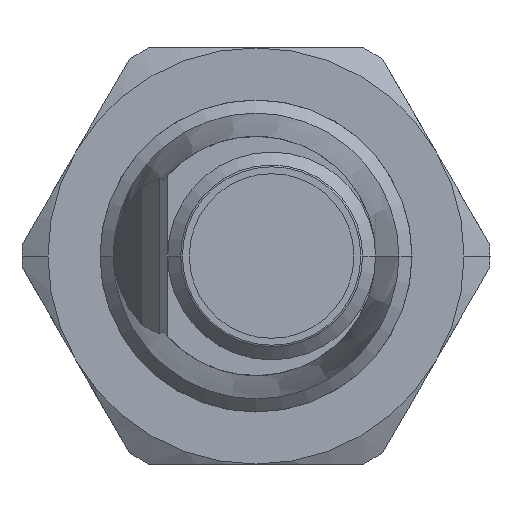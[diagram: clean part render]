
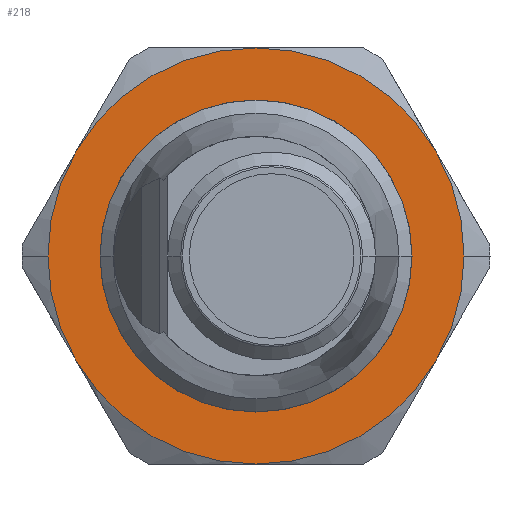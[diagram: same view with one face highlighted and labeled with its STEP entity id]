
A CAD part, left-side view. The second image highlights one B-rep face of the part: STEP entity #218.
In plain terms, the highlighted planar face has unit normal (-1, 0, 0).
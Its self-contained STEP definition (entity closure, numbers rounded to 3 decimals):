
#218=ADVANCED_FACE('',(#547,#548),#549,.F.);
#547=FACE_OUTER_BOUND('',#877,.T.);
#548=FACE_BOUND('',#878,.T.);
#549=PLANE('',#879);
#877=EDGE_LOOP('',(#2058,#2059,#2060,#2061,#2062,#2063,#2064,#2065));
#878=EDGE_LOOP('',(#2066,#2067));
#879=AXIS2_PLACEMENT_3D('',#2068,#2069,#2070);
#2058=ORIENTED_EDGE('',*,*,#2405,.F.);
#2059=ORIENTED_EDGE('',*,*,#2402,.F.);
#2060=ORIENTED_EDGE('',*,*,#2399,.F.);
#2061=ORIENTED_EDGE('',*,*,#2358,.F.);
#2062=ORIENTED_EDGE('',*,*,#2397,.F.);
#2063=ORIENTED_EDGE('',*,*,#2413,.F.);
#2064=ORIENTED_EDGE('',*,*,#2352,.F.);
#2065=ORIENTED_EDGE('',*,*,#2408,.F.);
#2066=ORIENTED_EDGE('',*,*,#2334,.F.);
#2067=ORIENTED_EDGE('',*,*,#2430,.F.);
#2068=CARTESIAN_POINT('',(-23.8,0.,0.));
#2069=DIRECTION('',(1.0,0.,0.));
#2070=DIRECTION('',(0.,0.0,1.0));
#2334=EDGE_CURVE('',#2856,#2859,#2860,.T.);
#2352=EDGE_CURVE('',#2890,#2893,#2894,.T.);
#2358=EDGE_CURVE('',#2903,#2899,#2905,.T.);
#2397=EDGE_CURVE('',#2969,#2903,#2971,.T.);
#2399=EDGE_CURVE('',#2899,#2973,#2974,.T.);
#2402=EDGE_CURVE('',#2973,#2977,#2978,.T.);
#2405=EDGE_CURVE('',#2977,#2981,#2982,.T.);
#2408=EDGE_CURVE('',#2981,#2890,#2985,.T.);
#2413=EDGE_CURVE('',#2893,#2969,#2991,.T.);
#2430=EDGE_CURVE('',#2859,#2856,#3011,.T.);
#2856=VERTEX_POINT('',#3807);
#2859=VERTEX_POINT('',#3811);
#2860=CIRCLE('',#3812,9.0);
#2890=VERTEX_POINT('',#3871);
#2893=VERTEX_POINT('',#3875);
#2894=CIRCLE('',#3876,12.005);
#2899=VERTEX_POINT('',#3892);
#2903=VERTEX_POINT('',#3897);
#2905=CIRCLE('',#3910,12.005);
#2969=VERTEX_POINT('',#3992);
#2971=CIRCLE('',#4005,12.005);
#2973=VERTEX_POINT('',#4018);
#2974=CIRCLE('',#4019,12.005);
#2977=VERTEX_POINT('',#4044);
#2978=CIRCLE('',#4045,12.005);
#2981=VERTEX_POINT('',#4070);
#2982=CIRCLE('',#4071,12.005);
#2985=CIRCLE('',#4096,12.005);
#2991=CIRCLE('',#4146,12.005);
#3011=CIRCLE('',#4254,9.0);
#3807=CARTESIAN_POINT('',(-23.8,-9.0,0.));
#3811=CARTESIAN_POINT('',(-23.8,9.0,0.));
#3812=AXIS2_PLACEMENT_3D('',#4788,#4789,#4790);
#3871=CARTESIAN_POINT('',(-23.8,-12.005,0.));
#3875=CARTESIAN_POINT('',(-23.8,-10.397,-6.003));
#3876=AXIS2_PLACEMENT_3D('',#4820,#4821,#4822);
#3892=CARTESIAN_POINT('',(-23.8,12.005,0.));
#3897=CARTESIAN_POINT('',(-23.8,10.397,-6.003));
#3910=AXIS2_PLACEMENT_3D('',#4830,#4831,#4832);
#3992=CARTESIAN_POINT('',(-23.8,0.0,-12.005));
#4005=AXIS2_PLACEMENT_3D('',#4908,#4909,#4910);
#4018=CARTESIAN_POINT('',(-23.8,10.397,6.002));
#4019=AXIS2_PLACEMENT_3D('',#4911,#4912,#4913);
#4044=CARTESIAN_POINT('',(-23.8,0.,12.005));
#4045=AXIS2_PLACEMENT_3D('',#4914,#4915,#4916);
#4070=CARTESIAN_POINT('',(-23.8,-10.397,6.003));
#4071=AXIS2_PLACEMENT_3D('',#4917,#4918,#4919);
#4096=AXIS2_PLACEMENT_3D('',#4920,#4921,#4922);
#4146=AXIS2_PLACEMENT_3D('',#4923,#4924,#4925);
#4254=AXIS2_PLACEMENT_3D('',#4950,#4951,#4952);
#4788=CARTESIAN_POINT('',(-23.8,0.0,0.));
#4789=DIRECTION('',(-1.0,0.,0.));
#4790=DIRECTION('',(0.,-1.0,0.));
#4820=CARTESIAN_POINT('',(-23.8,0.0,0.));
#4821=DIRECTION('',(1.0,0.,0.));
#4822=DIRECTION('',(0.,-1.0,0.));
#4830=CARTESIAN_POINT('',(-23.8,0.0,0.));
#4831=DIRECTION('',(1.0,0.,0.));
#4832=DIRECTION('',(0.,-1.0,0.));
#4908=CARTESIAN_POINT('',(-23.8,0.0,0.));
#4909=DIRECTION('',(1.0,0.,0.));
#4910=DIRECTION('',(0.,-1.0,0.));
#4911=CARTESIAN_POINT('',(-23.8,0.0,0.));
#4912=DIRECTION('',(1.0,0.,0.));
#4913=DIRECTION('',(0.,-1.0,0.));
#4914=CARTESIAN_POINT('',(-23.8,0.0,0.));
#4915=DIRECTION('',(1.0,0.,0.));
#4916=DIRECTION('',(0.,-1.0,0.));
#4917=CARTESIAN_POINT('',(-23.8,0.0,0.));
#4918=DIRECTION('',(1.0,0.,0.));
#4919=DIRECTION('',(0.,-1.0,0.));
#4920=CARTESIAN_POINT('',(-23.8,0.0,0.));
#4921=DIRECTION('',(1.0,0.,0.));
#4922=DIRECTION('',(0.,-1.0,0.));
#4923=CARTESIAN_POINT('',(-23.8,0.0,0.));
#4924=DIRECTION('',(1.0,0.,0.));
#4925=DIRECTION('',(0.,-1.0,0.));
#4950=CARTESIAN_POINT('',(-23.8,0.0,0.));
#4951=DIRECTION('',(-1.0,0.,0.));
#4952=DIRECTION('',(0.,-1.0,0.));
